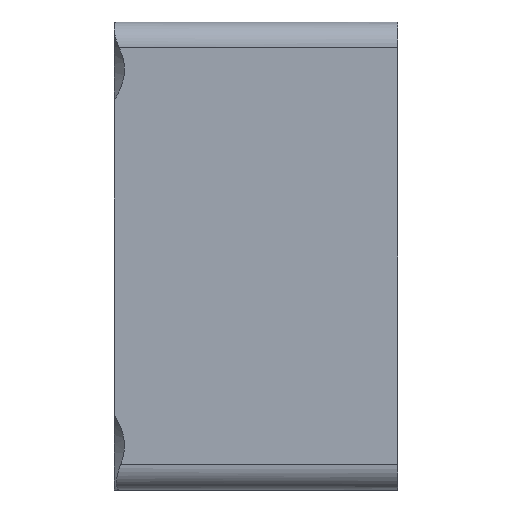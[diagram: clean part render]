
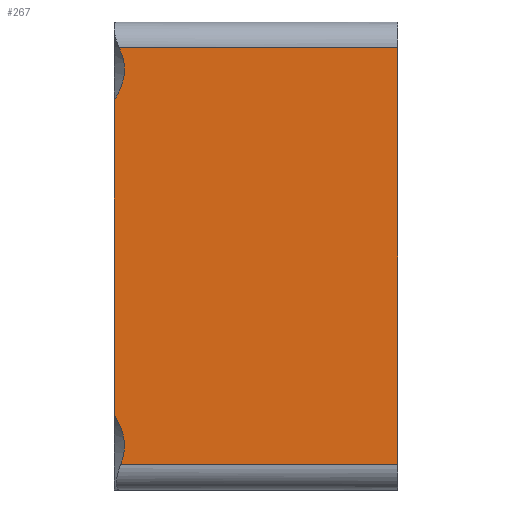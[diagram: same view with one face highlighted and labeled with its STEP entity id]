
A CAD part, left-side view. The second image highlights one B-rep face of the part: STEP entity #267.
In plain terms, the highlighted planar face has unit normal (-1, 0, 0).
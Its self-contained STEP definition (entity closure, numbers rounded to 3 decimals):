
#8 = CARTESIAN_POINT ( 'NONE',  ( 0., 0., -34.32 ) ) ;
#74 = EDGE_CURVE ( 'NONE', #472, #2129, #719, .T. ) ;
#75 = CARTESIAN_POINT ( 'NONE',  ( 0., 22., -6.113 ) ) ;
#76 = ORIENTED_EDGE ( 'NONE', *, *, #178, .T. ) ;
#103 = EDGE_CURVE ( 'NONE', #2129, #739, #1088, .T. ) ;
#178 = EDGE_CURVE ( 'NONE', #1645, #687, #2072, .T. ) ;
#256 = ORIENTED_EDGE ( 'NONE', *, *, #74, .T. ) ;
#267 = ADVANCED_FACE ( 'NONE', ( #1437 ), #1586, .F. ) ;
#295 = CARTESIAN_POINT ( 'NONE',  ( 0., 21.2, -33.003 ) ) ;
#297 = CARTESIAN_POINT ( 'NONE',  ( 0., 21.606, -2. ) ) ;
#318 = CARTESIAN_POINT ( 'NONE',  ( 0., 21.372, -34.003 ) ) ;
#344 = CARTESIAN_POINT ( 'NONE',  ( 0., 22., -2. ) ) ;
#449 = DIRECTION ( 'NONE',  ( 0., 0., 1. ) ) ;
#469 = VERTEX_POINT ( 'NONE', #8 ) ;
#472 = VERTEX_POINT ( 'NONE', #1070 ) ;
#490 = CARTESIAN_POINT ( 'NONE',  ( 0., 21.21, -33.174 ) ) ;
#579 = CARTESIAN_POINT ( 'NONE',  ( 0., 22., -6.113 ) ) ;
#622 = CARTESIAN_POINT ( 'NONE',  ( 0., 0., -36.32 ) ) ;
#647 = CARTESIAN_POINT ( 'NONE',  ( 0., 21.211, -3.379 ) ) ;
#659 = CARTESIAN_POINT ( 'NONE',  ( 0., 21.474, -31.516 ) ) ;
#687 = VERTEX_POINT ( 'NONE', #893 ) ;
#719 = LINE ( 'NONE', #344, #930 ) ;
#739 = VERTEX_POINT ( 'NONE', #579 ) ;
#799 = CARTESIAN_POINT ( 'NONE',  ( 0., 21.443, -4.975 ) ) ;
#805 = LINE ( 'NONE', #622, #1522 ) ;
#818 = CARTESIAN_POINT ( 'NONE',  ( 0., 21.337, -2.67 ) ) ;
#872 = CARTESIAN_POINT ( 'NONE',  ( 0., 21.205, -32.666 ) ) ;
#893 = CARTESIAN_POINT ( 'NONE',  ( 0., 21.498, -34.32 ) ) ;
#930 = VECTOR ( 'NONE', #2015, 1000. ) ;
#965 = ORIENTED_EDGE ( 'NONE', *, *, #1287, .T. ) ;
#991 = LINE ( 'NONE', #1894, #1623 ) ;
#1038 = ORIENTED_EDGE ( 'NONE', *, *, #1748, .F. ) ;
#1046 = DIRECTION ( 'NONE',  ( 1., 0., 0. ) ) ;
#1070 = CARTESIAN_POINT ( 'NONE',  ( 0., 0., -2. ) ) ;
#1088 = B_SPLINE_CURVE_WITH_KNOTS ( 'NONE', 3,
 ( #2304, #1733, #818, #1318, #647, #1752, #1366, #2285, #2050, #1934, #799, #1199, #1171, #75 ),
 .UNSPECIFIED., .F., .F.,
 ( 4, 2, 2, 2, 2, 2, 4 ),
 ( 0., 0.001, 0.002, 0.002, 0.003, 0.003, 0.004 ),
 .UNSPECIFIED. ) ;
#1114 = AXIS2_PLACEMENT_3D ( 'NONE', #2181, #1046, #1957 ) ;
#1171 = CARTESIAN_POINT ( 'NONE',  ( 0., 21.815, -5.801 ) ) ;
#1199 = CARTESIAN_POINT ( 'NONE',  ( 0., 21.647, -5.48 ) ) ;
#1237 = CARTESIAN_POINT ( 'NONE',  ( 0., 21.278, -33.679 ) ) ;
#1242 = ORIENTED_EDGE ( 'NONE', *, *, #1324, .T. ) ;
#1247 = CARTESIAN_POINT ( 'NONE',  ( 0., 21.317, -31.999 ) ) ;
#1287 = EDGE_CURVE ( 'NONE', #687, #469, #991, .T. ) ;
#1318 = CARTESIAN_POINT ( 'NONE',  ( 0., 21.233, -3.199 ) ) ;
#1324 = EDGE_CURVE ( 'NONE', #469, #472, #805, .T. ) ;
#1366 = CARTESIAN_POINT ( 'NONE',  ( 0., 21.206, -3.924 ) ) ;
#1373 = CARTESIAN_POINT ( 'NONE',  ( 0., 22., -36.32 ) ) ;
#1412 = CARTESIAN_POINT ( 'NONE',  ( 0., 21.67, -31.051 ) ) ;
#1437 = FACE_OUTER_BOUND ( 'NONE', #1911, .T. ) ;
#1498 = ORIENTED_EDGE ( 'NONE', *, *, #103, .T. ) ;
#1522 = VECTOR ( 'NONE', #2101, 1000. ) ;
#1575 = CARTESIAN_POINT ( 'NONE',  ( 0., 21.498, -34.32 ) ) ;
#1586 = PLANE ( 'NONE',  #1114 ) ;
#1623 = VECTOR ( 'NONE', #2281, 1000. ) ;
#1645 = VERTEX_POINT ( 'NONE', #2341 ) ;
#1733 = CARTESIAN_POINT ( 'NONE',  ( 0., 21.456, -2.331 ) ) ;
#1748 = EDGE_CURVE ( 'NONE', #1645, #739, #2328, .T. ) ;
#1752 = CARTESIAN_POINT ( 'NONE',  ( 0., 21.198, -3.744 ) ) ;
#1894 = CARTESIAN_POINT ( 'NONE',  ( 0., 22., -34.32 ) ) ;
#1911 = EDGE_LOOP ( 'NONE', ( #1038, #76, #965, #1242, #256, #1498 ) ) ;
#1934 = CARTESIAN_POINT ( 'NONE',  ( 0., 21.383, -4.803 ) ) ;
#1957 = DIRECTION ( 'NONE',  ( 0., 0., -1. ) ) ;
#1977 = CARTESIAN_POINT ( 'NONE',  ( 0., 21.827, -30.752 ) ) ;
#2015 = DIRECTION ( 'NONE',  ( 0., 1., 0. ) ) ;
#2018 = VECTOR ( 'NONE', #449, 1000. ) ;
#2050 = CARTESIAN_POINT ( 'NONE',  ( 0., 21.287, -4.455 ) ) ;
#2072 = B_SPLINE_CURVE_WITH_KNOTS ( 'NONE', 3,
 ( #2369, #1977, #1412, #659, #2147, #1247, #2319, #2348, #872, #295, #490, #1237, #318, #1575 ),
 .UNSPECIFIED., .F., .F.,
 ( 4, 2, 2, 2, 2, 2, 4 ),
 ( 0., 0.001, 0.002, 0.002, 0.003, 0.003, 0.004 ),
 .UNSPECIFIED. ) ;
#2101 = DIRECTION ( 'NONE',  ( 0., 0., 1. ) ) ;
#2129 = VERTEX_POINT ( 'NONE', #297 ) ;
#2147 = CARTESIAN_POINT ( 'NONE',  ( 0., 21.416, -31.674 ) ) ;
#2181 = CARTESIAN_POINT ( 'NONE',  ( 0., 22., -36.32 ) ) ;
#2281 = DIRECTION ( 'NONE',  ( 0., -1., 0. ) ) ;
#2285 = CARTESIAN_POINT ( 'NONE',  ( 0., 21.251, -4.279 ) ) ;
#2304 = CARTESIAN_POINT ( 'NONE',  ( 0., 21.606, -2. ) ) ;
#2319 = CARTESIAN_POINT ( 'NONE',  ( 0., 21.277, -32.165 ) ) ;
#2328 = LINE ( 'NONE', #1373, #2018 ) ;
#2341 = CARTESIAN_POINT ( 'NONE',  ( 0., 22., -30.461 ) ) ;
#2348 = CARTESIAN_POINT ( 'NONE',  ( 0., 21.221, -32.498 ) ) ;
#2369 = CARTESIAN_POINT ( 'NONE',  ( 0., 22., -30.461 ) ) ;
